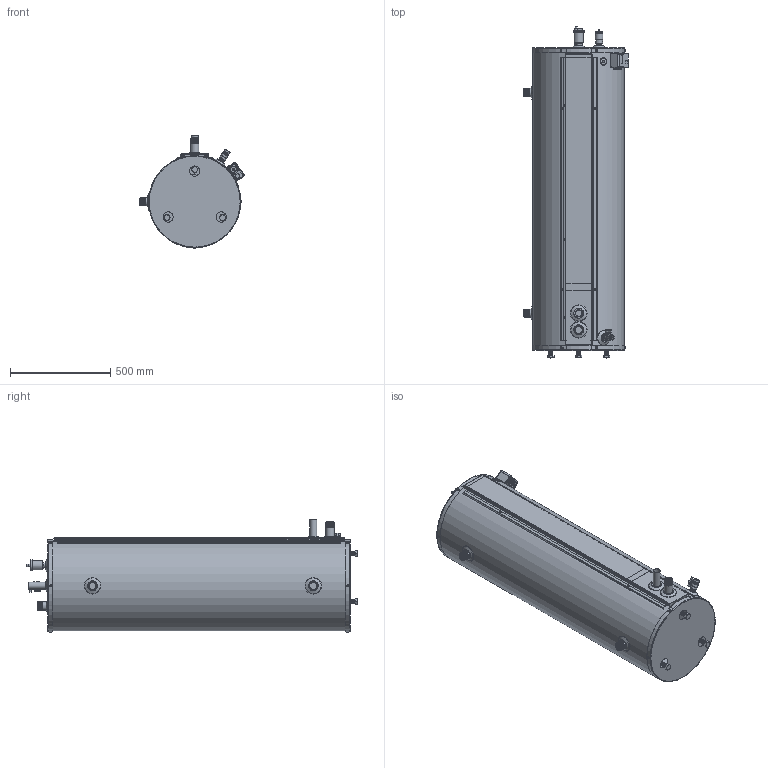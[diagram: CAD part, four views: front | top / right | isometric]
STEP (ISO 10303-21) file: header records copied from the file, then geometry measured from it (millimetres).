
FILE_DESCRIPTION (( 'STEP AP214' ), '1' );
FILE_NAME ('Turbomax 33-TXT(OPTION).STEP', '2019-09-26T18:41:43', ( '' ), ( '' ), 'SwSTEP 2.0', 'SolidWorks 2019', '' );
FILE_SCHEMA (( 'AUTOMOTIVE_DESIGN' ));
Length unit declared in the file: inch
Products named in the file (1): Turbomax 33-TXT(OPTION)
Bounding box: 519.07 x 1651.67 x 560.64 mm (x, y, z)
Volume: 3149013 mm3; surface area: 6105886.6 mm2
Topology: 66 solids, 69 shells, 2472 faces, 5578 edges, 3294 vertices
Faces by surface type: plane 912, cone 744, cylinder 607, bspline 117, torus 78, sphere 14
Full cylindrical faces by diameter (mm): 2.381 x2, 3.566 x220, 4.039 x2, 4.763 x6, 4.826 x20, 5.08 x2, 5.105 x14, 5.588 x2, 6.528 x2, 7.62 x2, 9.474 x20, 11.113 x1, 12.065 x1, 12.7 x2, 13.97 x1, 14.097 x1, 15.037 x1, 19.05 x72, 20.93 x2, 21.59 x2, 22.225 x2, 23.012 x3, 25.4 x3, 26.67 x2, 30.353 x1, 30.607 x1, 31.75 x2, 32.131 x1, 32.69 x1, 33.338 x3
Entity records: 135122 total; most frequent: CARTESIAN_POINT 52776, DIRECTION 10260, ORIENTED_EDGE 8698, EDGE_CURVE 4349, AXIS2_PLACEMENT_3D 4102, EDGE_LOOP 3773, VERTEX_POINT 3206, FACE_OUTER_BOUND 2948
